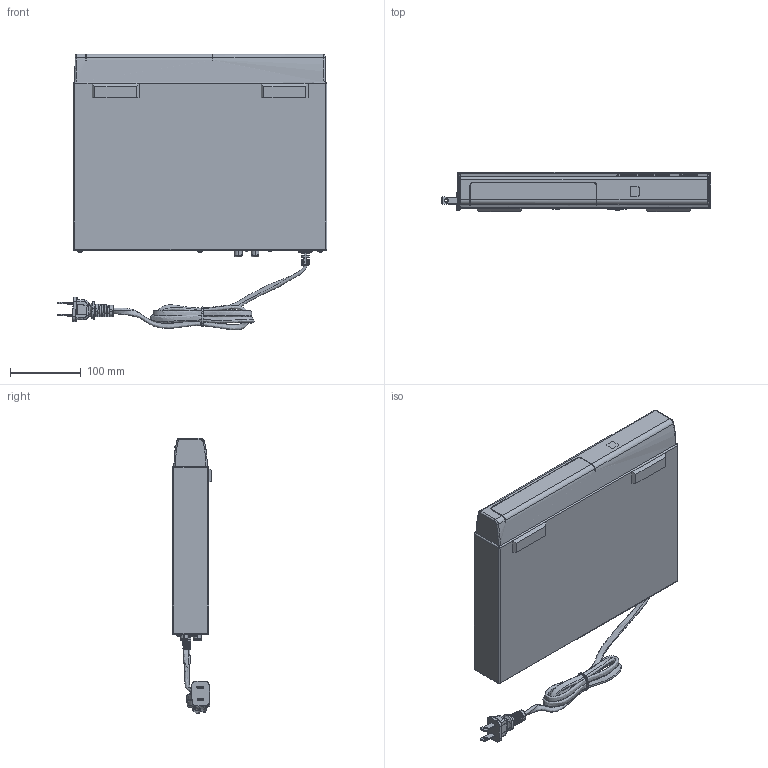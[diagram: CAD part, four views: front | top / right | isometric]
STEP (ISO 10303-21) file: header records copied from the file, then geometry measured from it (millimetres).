
FILE_DESCRIPTION(('FreeCAD Model'),'2;1');
FILE_NAME('Open CASCADE Shape Model','2025-04-26T08:22:50',('FreeCAD'),( 'FreeCAD'),'Open CASCADE STEP processor 7.6','FreeCAD','Unknown');
FILE_SCHEMA(('AUTOMOTIVE_DESIGN { 1 0 10303 214 1 1 1 1 }'));
Products named in the file (1): Open CASCADE STEP translator 7.6 1
Bounding box: 380.61 x 55.14 x 389.02 mm (x, y, z)
Volume: 5024611.3 mm3; surface area: 351590.7 mm2
Topology: 30 solids, 30 shells, 3232 faces, 8751 edges, 5559 vertices
Faces by surface type: bspline 3232
Entity records: 121566 total; most frequent: CARTESIAN_POINT 69983, ORIENTED_EDGE 17484, EDGE_CURVE 8742, B_SPLINE_CURVE_WITH_KNOTS 7562, VERTEX_POINT 5559, FACE_BOUND 3347, EDGE_LOOP 3347, ADVANCED_FACE 3232
